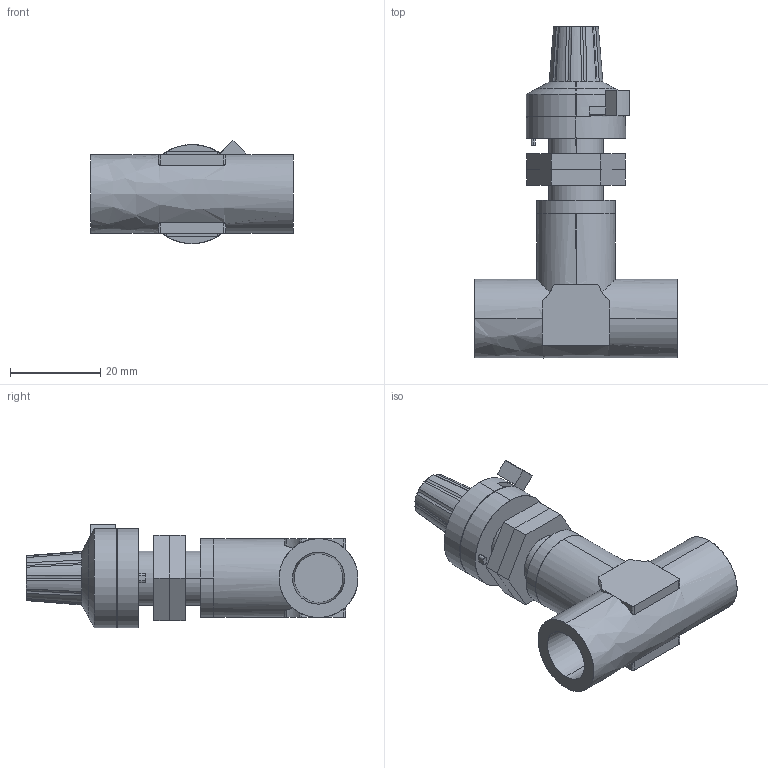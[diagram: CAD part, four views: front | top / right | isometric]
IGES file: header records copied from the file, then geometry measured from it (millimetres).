
Start section: SolidWorks IGES file using analytic representation for surfaces
Bounding box: 45 x 73.7 x 22.93 mm (x, y, z)
Surface area: 10061.7 mm2 (no closed solid volume)
Topology: 0 solids, 0 shells, 174 faces, 1759 edges, 1759 vertices
Faces by surface type: revolution 106, bspline 68
